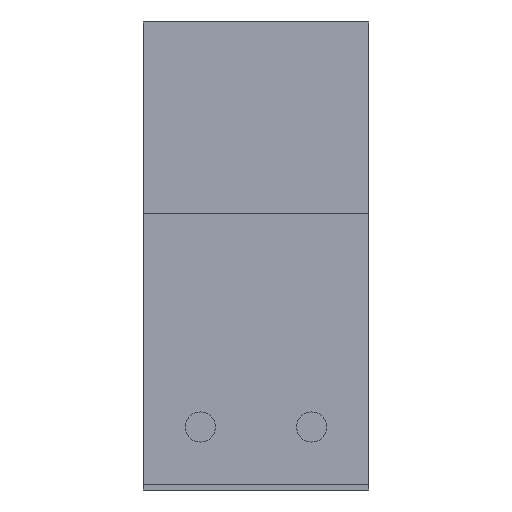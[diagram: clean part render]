
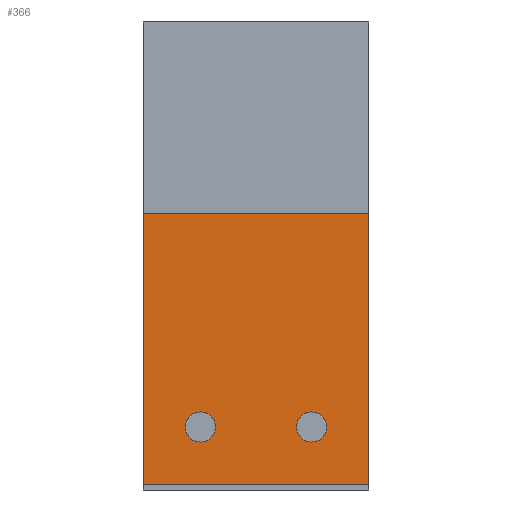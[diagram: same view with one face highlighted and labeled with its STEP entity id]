
A CAD part, left-side view. The second image highlights one B-rep face of the part: STEP entity #366.
In plain terms, the highlighted planar face has unit normal (-1, 0, 0).
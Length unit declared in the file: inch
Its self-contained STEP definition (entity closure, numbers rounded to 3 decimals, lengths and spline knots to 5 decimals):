
#21=FACE_BOUND('',#67,.T.);
#22=FACE_BOUND('',#68,.T.);
#25=CIRCLE('',#395,0.15748);
#26=CIRCLE('',#397,0.15748);
#44=FACE_OUTER_BOUND('',#66,.T.);
#66=EDGE_LOOP('',(#327,#328,#329,#330));
#67=EDGE_LOOP('',(#331));
#68=EDGE_LOOP('',(#332));
#106=LINE('',#579,#150);
#108=LINE('',#583,#152);
#110=LINE('',#587,#154);
#112=LINE('',#590,#156);
#150=VECTOR('',#478,0.3937);
#152=VECTOR('',#482,0.3937);
#154=VECTOR('',#486,0.3937);
#156=VECTOR('',#490,0.3937);
#183=VERTEX_POINT('',#568);
#184=VERTEX_POINT('',#572);
#185=VERTEX_POINT('',#576);
#186=VERTEX_POINT('',#578);
#187=VERTEX_POINT('',#582);
#188=VERTEX_POINT('',#586);
#225=EDGE_CURVE('',#183,#183,#25,.T.);
#227=EDGE_CURVE('',#184,#184,#26,.T.);
#230=EDGE_CURVE('',#185,#186,#106,.T.);
#232=EDGE_CURVE('',#187,#185,#108,.T.);
#234=EDGE_CURVE('',#188,#187,#110,.T.);
#236=EDGE_CURVE('',#186,#188,#112,.T.);
#327=ORIENTED_EDGE('',*,*,#236,.F.);
#328=ORIENTED_EDGE('',*,*,#230,.F.);
#329=ORIENTED_EDGE('',*,*,#232,.F.);
#330=ORIENTED_EDGE('',*,*,#234,.F.);
#331=ORIENTED_EDGE('',*,*,#225,.T.);
#332=ORIENTED_EDGE('',*,*,#227,.T.);
#348=PLANE('',#402);
#366=ADVANCED_FACE('',(#44,#21,#22),#348,.F.);
#395=AXIS2_PLACEMENT_3D('',#569,#467,#468);
#397=AXIS2_PLACEMENT_3D('',#573,#472,#473);
#402=AXIS2_PLACEMENT_3D('',#591,#491,#492);
#467=DIRECTION('center_axis',(1.,0.,0.));
#468=DIRECTION('ref_axis',(0.,-1.,0.));
#472=DIRECTION('center_axis',(1.,0.,0.));
#473=DIRECTION('ref_axis',(0.,-1.,0.));
#478=DIRECTION('',(0.,-1.,0.));
#482=DIRECTION('',(0.,0.,1.));
#486=DIRECTION('',(0.,1.,0.));
#490=DIRECTION('',(0.,0.,-1.));
#491=DIRECTION('center_axis',(1.,0.,0.));
#492=DIRECTION('ref_axis',(0.,1.,0.));
#568=CARTESIAN_POINT('',(0.,1.91969,0.6));
#569=CARTESIAN_POINT('Origin',(0.,1.7622,0.6));
#572=CARTESIAN_POINT('',(0.,0.75748,0.6));
#573=CARTESIAN_POINT('Origin',(0.,0.6,0.6));
#576=CARTESIAN_POINT('',(0.,2.3622,2.83465));
#578=CARTESIAN_POINT('',(0.,0.,2.83465));
#579=CARTESIAN_POINT('',(0.,2.3622,2.83465));
#582=CARTESIAN_POINT('',(0.,2.3622,0.));
#583=CARTESIAN_POINT('',(0.,2.3622,0.));
#586=CARTESIAN_POINT('',(0.,0.,0.));
#587=CARTESIAN_POINT('',(0.,0.,0.));
#590=CARTESIAN_POINT('',(0.,0.,1.1811));
#591=CARTESIAN_POINT('Origin',(0.,1.1811,0.59055));
